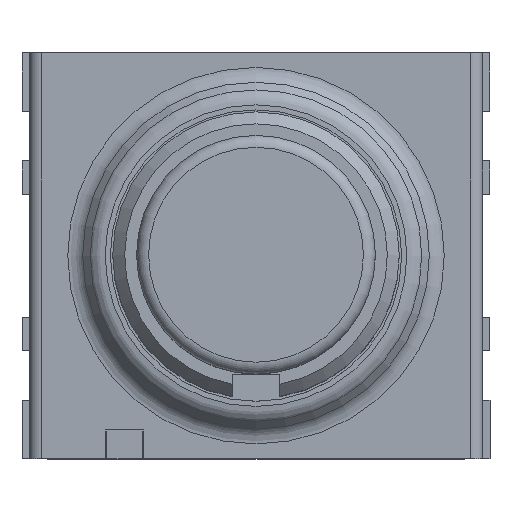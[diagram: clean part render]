
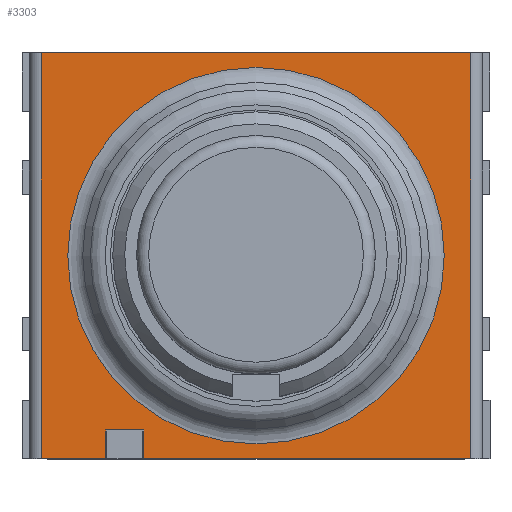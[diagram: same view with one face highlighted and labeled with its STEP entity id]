
A CAD part, top view. The second image highlights one B-rep face of the part: STEP entity #3303.
In plain terms, the highlighted face is planar.
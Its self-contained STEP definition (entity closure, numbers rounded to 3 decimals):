
#2878=CARTESIAN_POINT('',(4.7,0.5,-7.3));
#2879=VERTEX_POINT('',#2878);
#2880=CARTESIAN_POINT('',(4.7,0.5,-8.5));
#2881=VERTEX_POINT('',#2880);
#2882=CARTESIAN_POINT('',(4.7,0.5,-7.3));
#2883=DIRECTION('',(0.0,0.0,-1.0));
#2884=VECTOR('',#2883,1.2);
#2885=LINE('',#2882,#2884);
#2886=EDGE_CURVE('',#2879,#2881,#2885,.T.);
#2918=CARTESIAN_POINT('',(6.3,0.5,-8.5));
#2919=VERTEX_POINT('',#2918);
#2920=CARTESIAN_POINT('',(6.3,0.5,-7.3));
#2921=VERTEX_POINT('',#2920);
#2922=CARTESIAN_POINT('',(6.3,0.5,-8.5));
#2923=DIRECTION('',(0.0,0.0,1.0));
#2924=VECTOR('',#2923,1.2);
#2925=LINE('',#2922,#2924);
#2926=EDGE_CURVE('',#2919,#2921,#2925,.T.);
#2958=CARTESIAN_POINT('',(6.3,0.5,-7.3));
#2959=DIRECTION('',(-1.0,0.0,0.0));
#2960=VECTOR('',#2959,1.6);
#2961=LINE('',#2958,#2960);
#2962=EDGE_CURVE('',#2921,#2879,#2961,.T.);
#2981=CARTESIAN_POINT('',(9.,0.5,-8.5));
#2982=VERTEX_POINT('',#2981);
#2983=CARTESIAN_POINT('',(9.,0.5,-8.5));
#2984=DIRECTION('',(-1.0,0.0,0.0));
#2985=VECTOR('',#2984,2.7);
#2986=LINE('',#2983,#2985);
#2987=EDGE_CURVE('',#2982,#2919,#2986,.T.);
#3087=CARTESIAN_POINT('',(-9.,0.5,-8.5));
#3088=VERTEX_POINT('',#3087);
#3096=CARTESIAN_POINT('',(4.7,0.5,-8.5));
#3097=DIRECTION('',(-1.0,0.0,0.0));
#3098=VECTOR('',#3097,13.7);
#3099=LINE('',#3096,#3098);
#3100=EDGE_CURVE('',#2881,#3088,#3099,.T.);
#3156=CARTESIAN_POINT('',(9.,0.5,8.5));
#3157=VERTEX_POINT('',#3156);
#3174=CARTESIAN_POINT('',(9.,0.5,-8.5));
#3175=DIRECTION('',(0.0,0.0,1.0));
#3176=VECTOR('',#3175,17.0);
#3177=LINE('',#3174,#3176);
#3178=EDGE_CURVE('',#2982,#3157,#3177,.T.);
#3189=CARTESIAN_POINT('',(-9.,0.5,8.5));
#3190=VERTEX_POINT('',#3189);
#3191=CARTESIAN_POINT('',(-9.,0.5,8.5));
#3192=DIRECTION('',(1.0,0.0,0.0));
#3193=VECTOR('',#3192,18.);
#3194=LINE('',#3191,#3193);
#3195=EDGE_CURVE('',#3190,#3157,#3194,.T.);
#3272=CARTESIAN_POINT('',(-9.5,0.5,0.0));
#3273=DIRECTION('',(0.0,1.0,0.0));
#3274=DIRECTION('',(0.0,0.0,1.0));
#3275=AXIS2_PLACEMENT_3D('',#3272,#3273,#3274);
#3276=PLANE('',#3275);
#3277=ORIENTED_EDGE('',*,*,#2886,.T.);
#3278=ORIENTED_EDGE('',*,*,#3100,.T.);
#3279=CARTESIAN_POINT('',(-9.,0.5,8.5));
#3280=DIRECTION('',(0.0,0.0,-1.0));
#3281=VECTOR('',#3280,17.0);
#3282=LINE('',#3279,#3281);
#3283=EDGE_CURVE('',#3190,#3088,#3282,.T.);
#3284=ORIENTED_EDGE('',*,*,#3283,.F.);
#3285=ORIENTED_EDGE('',*,*,#3195,.T.);
#3286=ORIENTED_EDGE('',*,*,#3178,.F.);
#3287=ORIENTED_EDGE('',*,*,#2987,.T.);
#3288=ORIENTED_EDGE('',*,*,#2926,.T.);
#3289=ORIENTED_EDGE('',*,*,#2962,.T.);
#3290=EDGE_LOOP('',(#3277,#3278,#3284,#3285,#3286,#3287,#3288,#3289));
#3291=FACE_OUTER_BOUND('',#3290,.T.);
#3292=CARTESIAN_POINT('',(0.,0.5,7.884));
#3293=VERTEX_POINT('',#3292);
#3294=CARTESIAN_POINT('',(0.0,0.5,0.0));
#3295=DIRECTION('',(0.0,1.0,0.0));
#3296=DIRECTION('',(0.0,0.0,-1.0));
#3297=AXIS2_PLACEMENT_3D('',#3294,#3295,#3296);
#3298=CIRCLE('',#3297,7.884);
#3299=EDGE_CURVE('',#3293,#3293,#3298,.T.);
#3300=ORIENTED_EDGE('',*,*,#3299,.F.);
#3301=EDGE_LOOP('',(#3300));
#3302=FACE_BOUND('',#3301,.T.);
#3303=ADVANCED_FACE('',(#3291,#3302),#3276,.T.);
